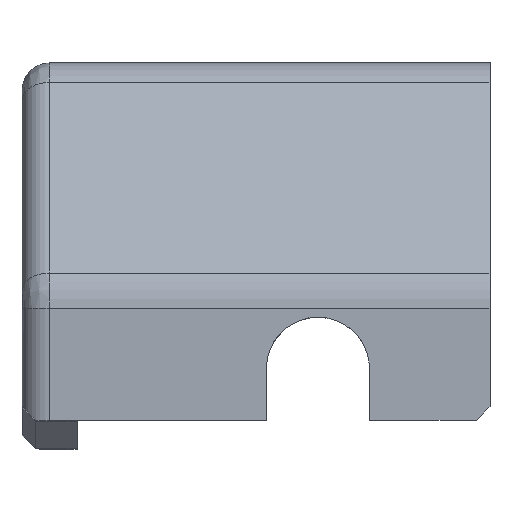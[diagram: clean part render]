
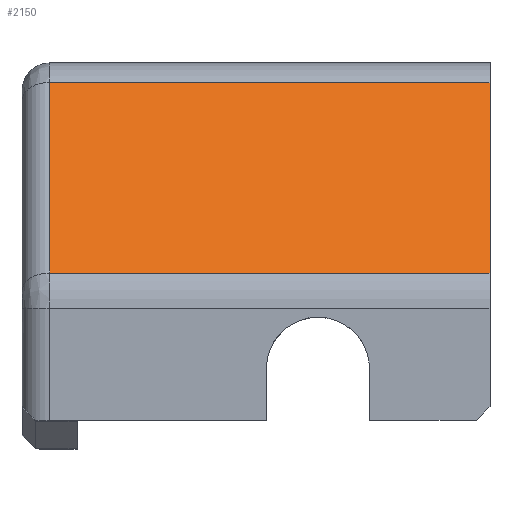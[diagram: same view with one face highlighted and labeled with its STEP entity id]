
A CAD part, top view. The second image highlights one B-rep face of the part: STEP entity #2150.
In plain terms, the highlighted planar face has unit normal (0, 0.643, 0.766).
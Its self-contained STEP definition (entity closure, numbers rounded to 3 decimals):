
#181=PLANE('',#2282);
#283=FACE_OUTER_BOUND('',#403,.T.);
#403=EDGE_LOOP('',(#1711,#1712,#1713,#1714));
#568=LINE('',#3353,#802);
#570=LINE('',#3384,#804);
#571=LINE('',#3387,#805);
#572=LINE('',#3388,#806);
#802=VECTOR('',#2526,10.);
#804=VECTOR('',#2542,10.);
#805=VECTOR('',#2545,10.);
#806=VECTOR('',#2546,10.);
#1071=VERTEX_POINT('',#3347);
#1073=VERTEX_POINT('',#3351);
#1077=VERTEX_POINT('',#3382);
#1078=VERTEX_POINT('',#3386);
#1301=EDGE_CURVE('',#1071,#1073,#568,.T.);
#1309=EDGE_CURVE('',#1073,#1077,#570,.T.);
#1310=EDGE_CURVE('',#1077,#1078,#571,.T.);
#1311=EDGE_CURVE('',#1078,#1071,#572,.T.);
#1711=ORIENTED_EDGE('',*,*,#1301,.T.);
#1712=ORIENTED_EDGE('',*,*,#1309,.T.);
#1713=ORIENTED_EDGE('',*,*,#1310,.T.);
#1714=ORIENTED_EDGE('',*,*,#1311,.T.);
#2150=ADVANCED_FACE('',(#283),#181,.F.);
#2282=AXIS2_PLACEMENT_3D('',#3385,#2543,#2544);
#2526=DIRECTION('',(0.,-0.766,0.643));
#2542=DIRECTION('',(1.,0.,0.));
#2543=DIRECTION('center_axis',(0.,-0.643,
-0.766));
#2544=DIRECTION('ref_axis',(0.,0.766,-0.643));
#2545=DIRECTION('',(0.,0.766,-0.643));
#2546=DIRECTION('',(-1.,0.,0.));
#3347=CARTESIAN_POINT('',(-42.,24.571,22.934));
#3351=CARTESIAN_POINT('',(-42.,10.711,34.564));
#3353=CARTESIAN_POINT('',(-42.,15.467,30.574));
#3382=CARTESIAN_POINT('',(-10.,10.711,34.564));
#3384=CARTESIAN_POINT('',(-27.,10.711,34.564));
#3385=CARTESIAN_POINT('Origin',(-27.,9.,36.));
#3386=CARTESIAN_POINT('',(-10.,24.571,22.934));
#3387=CARTESIAN_POINT('',(-10.,9.,36.));
#3388=CARTESIAN_POINT('',(-27.,24.571,22.934));
